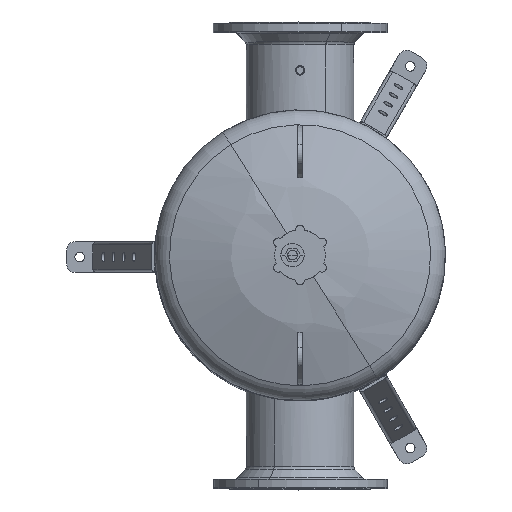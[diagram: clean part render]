
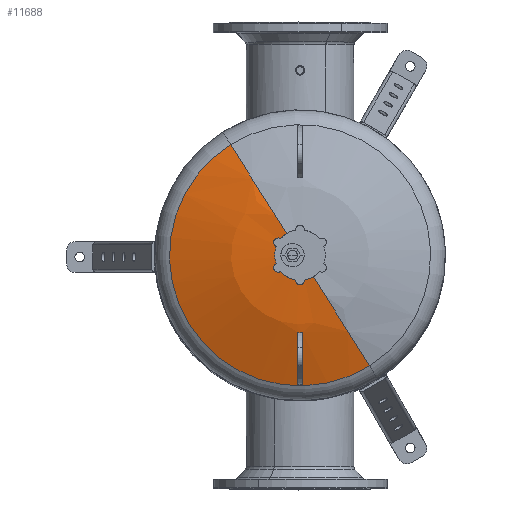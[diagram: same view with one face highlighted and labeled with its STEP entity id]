
A CAD part, top view. The second image highlights one B-rep face of the part: STEP entity #11688.
In plain terms, the highlighted spherical face has radius 750 mm.
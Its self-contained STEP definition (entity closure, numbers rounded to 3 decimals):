
#11489=CARTESIAN_POINT('Control Point',(5.,-175.498,913.837)) ;
#11490=CARTESIAN_POINT('Control Point',(5.,-181.904,912.295)) ;
#11491=CARTESIAN_POINT('Control Point',(5.,-188.298,910.682)) ;
#11492=CARTESIAN_POINT('Control Point',(5.,-194.677,908.997)) ;
#11493=CARTESIAN_POINT('Control Point',(5.,-210.72,904.572)) ;
#11494=CARTESIAN_POINT('Control Point',(5.,-226.646,899.699)) ;
#11495=CARTESIAN_POINT('Control Point',(5.,-236.209,896.597)) ;
#11496=CARTESIAN_POINT('Control Point',(5.,-253.645,890.617)) ;
#11497=CARTESIAN_POINT('Control Point',(5.,-270.894,884.102)) ;
#11498=CARTESIAN_POINT('Control Point',(5.,-278.693,881.031)) ;
#11499=CARTESIAN_POINT('Control Point',(5.,-286.449,877.851)) ;
#11500=CARTESIAN_POINT('Control Point',(5.,-294.16,874.564)) ;
#11501=CARTESIAN_POINT('Vertex',(5.,-175.498,913.837)) ;
#11503=CARTESIAN_POINT('Vertex',(5.,-294.16,874.564)) ;
#11550=CARTESIAN_POINT('Vertex',(-5.,-175.498,913.837)) ;
#11554=CARTESIAN_POINT('Control Point',(5.,-175.498,913.837)) ;
#11555=CARTESIAN_POINT('Control Point',(1.665,-175.506,913.858)) ;
#11556=CARTESIAN_POINT('Control Point',(-1.665,-175.506,913.858)) ;
#11557=CARTESIAN_POINT('Control Point',(-5.,-175.498,913.837)) ;
#11575=CARTESIAN_POINT('Vertex',(-5.,-294.16,874.564)) ;
#11579=CARTESIAN_POINT('Control Point',(-5.,-175.498,913.837)) ;
#11580=CARTESIAN_POINT('Control Point',(-5.,-181.904,912.295)) ;
#11581=CARTESIAN_POINT('Control Point',(-5.,-188.298,910.682)) ;
#11582=CARTESIAN_POINT('Control Point',(-5.,-194.677,908.997)) ;
#11583=CARTESIAN_POINT('Control Point',(-5.,-210.72,904.572)) ;
#11584=CARTESIAN_POINT('Control Point',(-5.,-226.646,899.699)) ;
#11585=CARTESIAN_POINT('Control Point',(-5.,-236.209,896.597)) ;
#11586=CARTESIAN_POINT('Control Point',(-5.,-253.645,890.617)) ;
#11587=CARTESIAN_POINT('Control Point',(-5.,-270.894,884.102)) ;
#11588=CARTESIAN_POINT('Control Point',(-5.,-278.693,881.031)) ;
#11589=CARTESIAN_POINT('Control Point',(-5.,-286.449,877.851)) ;
#11590=CARTESIAN_POINT('Control Point',(-5.,-294.16,874.564)) ;
#11623=CARTESIAN_POINT('Control Point',(5.,-294.16,874.564)) ;
#11624=CARTESIAN_POINT('Control Point',(1.666,-294.157,874.589)) ;
#11625=CARTESIAN_POINT('Control Point',(-1.666,-294.157,874.589)) ;
#11626=CARTESIAN_POINT('Control Point',(-5.,-294.16,874.564)) ;
#11635=CARTESIAN_POINT('Axis2P3D Location',(0.,0.,184.676)) ;
#11640=CARTESIAN_POINT('Axis2P3D Location',(0.,0.,184.676)) ;
#11644=CARTESIAN_POINT('Vertex',(-157.441,251.163,873.609)) ;
#11646=CARTESIAN_POINT('Vertex',(-5.71,9.108,934.599)) ;
#11649=CARTESIAN_POINT('Axis2P3D Location',(0.,0.,873.609)) ;
#11653=CARTESIAN_POINT('Vertex',(157.441,-251.163,873.609)) ;
#11656=CARTESIAN_POINT('Axis2P3D Location',(0.,0.,184.676)) ;
#11660=CARTESIAN_POINT('Vertex',(5.71,-9.108,934.599)) ;
#11663=CARTESIAN_POINT('Axis2P3D Location',(0.,0.,934.599)) ;
#11667=CARTESIAN_POINT('Vertex',(5.154,-9.434,934.599)) ;
#11670=CARTESIAN_POINT('Axis2P3D Location',(0.,0.,934.599)) ;
#11636=DIRECTION('Axis2P3D Direction',(0.,0.,1.)) ;
#11637=DIRECTION('Axis2P3D XDirection',(-0.531,0.847,0.)) ;
#11641=DIRECTION('Axis2P3D Direction',(0.847,0.531,-0.)) ;
#11650=DIRECTION('Axis2P3D Direction',(0.,0.,1.)) ;
#11657=DIRECTION('Axis2P3D Direction',(-0.847,-0.531,0.)) ;
#11664=DIRECTION('Axis2P3D Direction',(0.,0.,1.)) ;
#11671=DIRECTION('Axis2P3D Direction',(0.,0.,1.)) ;
#11638=AXIS2_PLACEMENT_3D('Sphere Axis2P3D',#11635,#11636,#11637) ;
#11642=AXIS2_PLACEMENT_3D('Circle Axis2P3D',#11640,#11641,$) ;
#11651=AXIS2_PLACEMENT_3D('Circle Axis2P3D',#11649,#11650,$) ;
#11658=AXIS2_PLACEMENT_3D('Circle Axis2P3D',#11656,#11657,$) ;
#11665=AXIS2_PLACEMENT_3D('Circle Axis2P3D',#11663,#11664,$) ;
#11672=AXIS2_PLACEMENT_3D('Circle Axis2P3D',#11670,#11671,$) ;
#11676=ORIENTED_EDGE('',*,*,#11648,.F.) ;
#11677=ORIENTED_EDGE('',*,*,#11655,.T.) ;
#11678=ORIENTED_EDGE('',*,*,#11662,.T.) ;
#11679=ORIENTED_EDGE('',*,*,#11669,.F.) ;
#11680=ORIENTED_EDGE('',*,*,#11674,.F.) ;
#11683=ORIENTED_EDGE('',*,*,#11591,.F.) ;
#11684=ORIENTED_EDGE('',*,*,#11558,.F.) ;
#11685=ORIENTED_EDGE('',*,*,#11505,.T.) ;
#11686=ORIENTED_EDGE('',*,*,#11627,.T.) ;
#11687=FACE_BOUND('',#11682,.T.) ;
#11688=ADVANCED_FACE('PartBody',(#11681,#11687),#11639,.T.) ;
#11488=B_SPLINE_CURVE_WITH_KNOTS('',5,(#11489,#11490,#11491,#11492,#11493,#11494,#11495,#11496,#11497,#11498,#11499,#11500),.UNSPECIFIED.,.F.,.U.,(6,3,3,6),(2.215,48.965,120.108,179.398),.UNSPECIFIED.) ;
#11553=B_SPLINE_CURVE_WITH_KNOTS('',3,(#11554,#11555,#11556,#11557),.UNSPECIFIED.,.F.,.U.,(4,4),(0.,43.879),.UNSPECIFIED.) ;
#11578=B_SPLINE_CURVE_WITH_KNOTS('',5,(#11579,#11580,#11581,#11582,#11583,#11584,#11585,#11586,#11587,#11588,#11589,#11590),.UNSPECIFIED.,.F.,.U.,(6,3,3,6),(2.215,48.965,120.108,179.398),.UNSPECIFIED.) ;
#11622=B_SPLINE_CURVE_WITH_KNOTS('',3,(#11623,#11624,#11625,#11626),.UNSPECIFIED.,.F.,.U.,(4,4),(0.,27.385),.UNSPECIFIED.) ;
#11643=CIRCLE('generated circle',#11642,750.) ;
#11652=CIRCLE('generated circle',#11651,296.43) ;
#11659=CIRCLE('generated circle',#11658,750.) ;
#11666=CIRCLE('generated circle',#11665,10.75) ;
#11673=CIRCLE('generated circle',#11672,10.75) ;
#11505=EDGE_CURVE('',#11502,#11504,#11488,.T.) ;
#11558=EDGE_CURVE('',#11502,#11551,#11553,.T.) ;
#11591=EDGE_CURVE('',#11551,#11576,#11578,.T.) ;
#11627=EDGE_CURVE('',#11504,#11576,#11622,.T.) ;
#11648=EDGE_CURVE('',#11645,#11647,#11643,.T.) ;
#11655=EDGE_CURVE('',#11645,#11654,#11652,.T.) ;
#11662=EDGE_CURVE('',#11654,#11661,#11659,.T.) ;
#11669=EDGE_CURVE('',#11668,#11661,#11666,.T.) ;
#11674=EDGE_CURVE('',#11647,#11668,#11673,.T.) ;
#11675=EDGE_LOOP('',(#11676,#11677,#11678,#11679,#11680)) ;
#11682=EDGE_LOOP('',(#11683,#11684,#11685,#11686)) ;
#11681=FACE_OUTER_BOUND('',#11675,.T.) ;
#11639=SPHERICAL_SURFACE('',#11638,750.) ;
#11502=VERTEX_POINT('',#11501) ;
#11504=VERTEX_POINT('',#11503) ;
#11551=VERTEX_POINT('',#11550) ;
#11576=VERTEX_POINT('',#11575) ;
#11645=VERTEX_POINT('',#11644) ;
#11647=VERTEX_POINT('',#11646) ;
#11654=VERTEX_POINT('',#11653) ;
#11661=VERTEX_POINT('',#11660) ;
#11668=VERTEX_POINT('',#11667) ;
